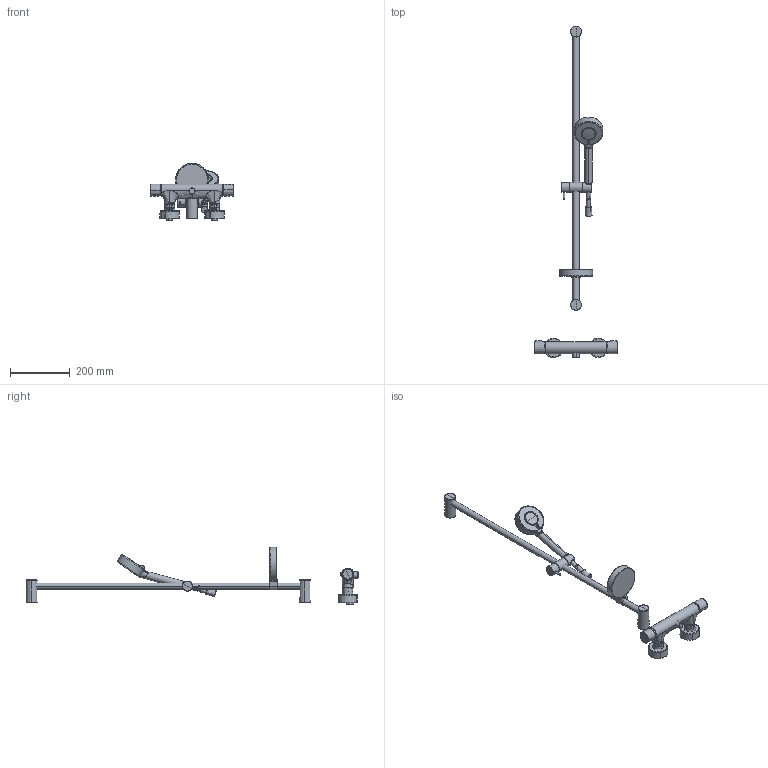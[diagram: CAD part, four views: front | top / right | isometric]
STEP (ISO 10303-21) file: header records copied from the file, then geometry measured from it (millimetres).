
FILE_DESCRIPTION (( 'STEP AP203' ), '1' );
FILE_NAME ('48080131(2021).STEP', '2021-05-11T11:21:30', ( '' ), ( '' ), 'SwSTEP 2.0', 'SolidWorks 2016', '' );
FILE_SCHEMA (( 'CONFIG_CONTROL_DESIGN' ));
Length unit declared in the file: millimetre
Products named in the file (1): 48080131(2021)
Bounding box: 280.4 x 1111.26 x 192.65 mm (x, y, z)
Volume: 1580910.2 mm3; surface area: 305859.9 mm2
Topology: 26 solids, 26 shells, 647 faces, 1510 edges, 914 vertices
Faces by surface type: bspline 204, cylinder 174, plane 147, torus 55, cone 40, sphere 27
Entity records: 37796 total; most frequent: CARTESIAN_POINT 24683, ORIENTED_EDGE 2948, DIRECTION 2301, EDGE_CURVE 1474, AXIS2_PLACEMENT_3D 959, VERTEX_POINT 902, EDGE_LOOP 670, ADVANCED_FACE 646
